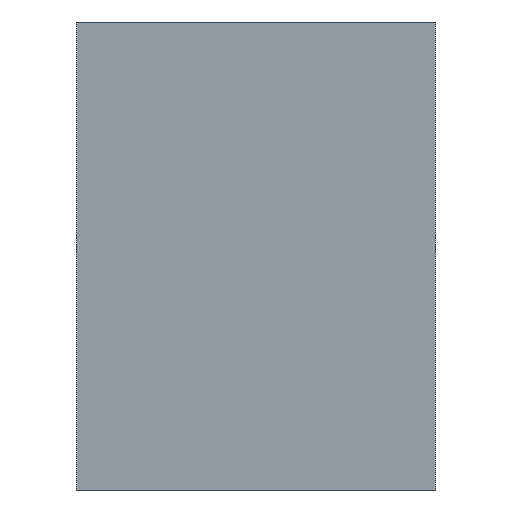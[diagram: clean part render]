
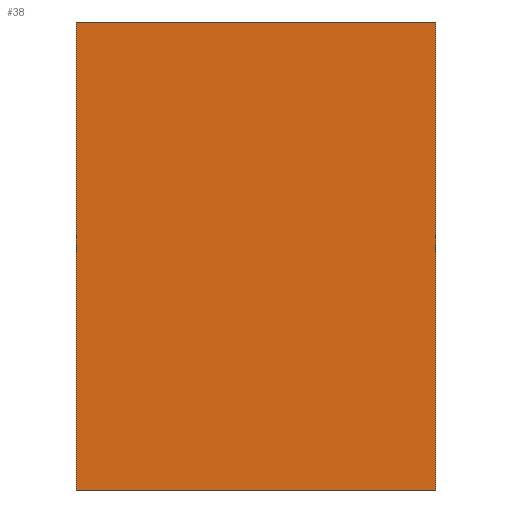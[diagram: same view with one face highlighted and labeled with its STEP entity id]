
A CAD part, left-side view. The second image highlights one B-rep face of the part: STEP entity #38.
In plain terms, the highlighted planar face has unit normal (-1, 0, 0).
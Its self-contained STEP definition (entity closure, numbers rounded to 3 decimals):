
#38 = ADVANCED_FACE( '', ( #82 ), #83, .F. );
#82 = FACE_OUTER_BOUND( '', #131, .T. );
#83 = PLANE( '', #132 );
#131 = EDGE_LOOP( '', ( #181, #182, #183, #184 ) );
#132 = AXIS2_PLACEMENT_3D( '', #185, #186, #187 );
#181 = ORIENTED_EDGE( '', *, *, #250, .T. );
#182 = ORIENTED_EDGE( '', *, *, #254, .F. );
#183 = ORIENTED_EDGE( '', *, *, #255, .F. );
#184 = ORIENTED_EDGE( '', *, *, #256, .T. );
#185 = CARTESIAN_POINT( '', ( -198., 21.5, 56. ) );
#186 = DIRECTION( '', ( 1., 0., 0. ) );
#187 = DIRECTION( '', ( 0., 0., -1. ) );
#250 = EDGE_CURVE( '', #282, #286, #288, .T. );
#254 = EDGE_CURVE( '', #293, #286, #294, .T. );
#255 = EDGE_CURVE( '', #295, #293, #296, .T. );
#256 = EDGE_CURVE( '', #295, #282, #297, .T. );
#282 = VERTEX_POINT( '', #328 );
#286 = VERTEX_POINT( '', #334 );
#288 = LINE( '', #337, #338 );
#293 = VERTEX_POINT( '', #343 );
#294 = LINE( '', #344, #345 );
#295 = VERTEX_POINT( '', #346 );
#296 = LINE( '', #347, #348 );
#297 = LINE( '', #349, #350 );
#328 = CARTESIAN_POINT( '', ( -198., 21.5, 0. ) );
#334 = CARTESIAN_POINT( '', ( -198., -21.5, 0. ) );
#337 = CARTESIAN_POINT( '', ( -198., 21.5, 0. ) );
#338 = VECTOR( '', #391, 1000. );
#343 = CARTESIAN_POINT( '', ( -198., -21.5, 56. ) );
#344 = CARTESIAN_POINT( '', ( -198., -21.5, 56. ) );
#345 = VECTOR( '', #395, 1000. );
#346 = CARTESIAN_POINT( '', ( -198., 21.5, 56. ) );
#347 = CARTESIAN_POINT( '', ( -198., 21.5, 56. ) );
#348 = VECTOR( '', #396, 1000. );
#349 = CARTESIAN_POINT( '', ( -198., 21.5, 56. ) );
#350 = VECTOR( '', #397, 1000. );
#391 = DIRECTION( '', ( 0., -1., 0. ) );
#395 = DIRECTION( '', ( 0., 0., -1. ) );
#396 = DIRECTION( '', ( 0., -1., 0. ) );
#397 = DIRECTION( '', ( 0., 0., -1. ) );
